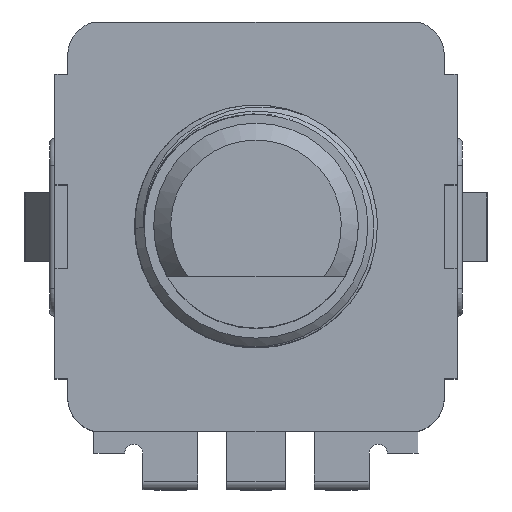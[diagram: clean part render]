
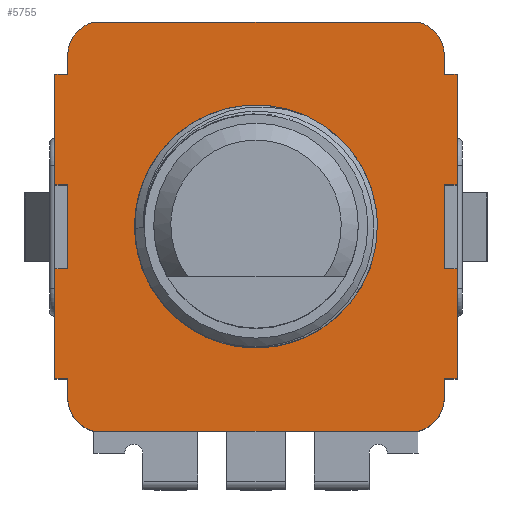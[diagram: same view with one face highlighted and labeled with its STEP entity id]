
A CAD part, top view. The second image highlights one B-rep face of the part: STEP entity #5755.
In plain terms, the highlighted planar face has unit normal (0, 0, 1).
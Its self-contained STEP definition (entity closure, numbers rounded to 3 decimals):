
#489=VERTEX_POINT('',#490);
#490=CARTESIAN_POINT('',(-5.519,1.221,0.0));
#503=VERTEX_POINT('',#504);
#504=CARTESIAN_POINT('',(-5.519,-1.229,0.0));
#510=EDGE_CURVE('',#503,#489,#511,.F.);
#511=LINE('',#512,#513);
#512=CARTESIAN_POINT('',(-5.519,-1.229,0.0));
#513=VECTOR('',#514,1.0);
#514=DIRECTION('',(0.0,-1.0,0.0));
#565=VERTEX_POINT('',#566);
#566=CARTESIAN_POINT('',(5.519,-1.229,0.0));
#581=VERTEX_POINT('',#582);
#582=CARTESIAN_POINT('',(5.519,1.221,0.0));
#588=EDGE_CURVE('',#581,#565,#589,.F.);
#589=LINE('',#590,#591);
#590=CARTESIAN_POINT('',(5.519,-5.005,0.0));
#591=VECTOR('',#592,1.0);
#592=DIRECTION('',(0.0,1.0,0.0));
#641=VERTEX_POINT('',#642);
#642=CARTESIAN_POINT('',(4.754,6.0,0.0));
#659=VERTEX_POINT('',#660);
#660=CARTESIAN_POINT('',(-4.754,6.0,0.0));
#666=EDGE_CURVE('',#659,#641,#667,.T.);
#667=LINE('',#668,#669);
#668=CARTESIAN_POINT('',(-4.754,6.0,0.0));
#669=VECTOR('',#670,1.0);
#670=DIRECTION('',(1.0,0.,0.0));
#681=VERTEX_POINT('',#682);
#682=CARTESIAN_POINT('',(-5.9,-4.464,0.0));
#699=VERTEX_POINT('',#700);
#700=CARTESIAN_POINT('',(-5.525,-4.464,0.0));
#706=EDGE_CURVE('',#699,#681,#707,.T.);
#707=LINE('',#708,#709);
#708=CARTESIAN_POINT('',(-5.9,-4.464,0.0));
#709=VECTOR('',#710,1.0);
#710=DIRECTION('',(-1.0,0.0,0.0));
#730=VERTEX_POINT('',#731);
#731=CARTESIAN_POINT('',(-5.525,-5.044,0.0));
#737=EDGE_CURVE('',#730,#699,#738,.T.);
#738=LINE('',#739,#740);
#739=CARTESIAN_POINT('',(-5.525,-4.464,0.0));
#740=VECTOR('',#741,1.0);
#741=DIRECTION('',(0.0,1.0,0.0));
#762=VERTEX_POINT('',#763);
#763=CARTESIAN_POINT('',(-4.754,-6.0,0.0));
#769=EDGE_CURVE('',#762,#730,#770,.T.);
#770=CIRCLE('',#771,1.027);
#771=AXIS2_PLACEMENT_3D('',#772,#773,#774);
#772=CARTESIAN_POINT('',(-4.499,-5.005,0.0));
#773=DIRECTION('',(0.0,0.0,-1.0));
#774=DIRECTION('',(1.0,0.0,0.0));
#785=VERTEX_POINT('',#786);
#786=CARTESIAN_POINT('',(5.525,-4.464,0.0));
#803=VERTEX_POINT('',#804);
#804=CARTESIAN_POINT('',(5.9,-4.464,0.0));
#810=EDGE_CURVE('',#803,#785,#811,.T.);
#811=LINE('',#812,#813);
#812=CARTESIAN_POINT('',(5.9,-4.464,0.0));
#813=VECTOR('',#814,1.0);
#814=DIRECTION('',(-1.0,0.0,0.0));
#834=VERTEX_POINT('',#835);
#835=CARTESIAN_POINT('',(4.754,-6.0,0.0));
#841=EDGE_CURVE('',#834,#762,#842,.T.);
#842=LINE('',#843,#844);
#843=CARTESIAN_POINT('',(4.754,-6.0,0.0));
#844=VECTOR('',#845,1.0);
#845=DIRECTION('',(-1.0,0.,0.0));
#856=VERTEX_POINT('',#857);
#857=CARTESIAN_POINT('',(5.525,-5.044,0.0));
#872=EDGE_CURVE('',#785,#856,#873,.T.);
#873=LINE('',#874,#875);
#874=CARTESIAN_POINT('',(5.525,-4.464,0.0));
#875=VECTOR('',#876,1.0);
#876=DIRECTION('',(0.0,-1.0,0.0));
#895=EDGE_CURVE('',#856,#834,#896,.T.);
#896=CIRCLE('',#897,1.027);
#897=AXIS2_PLACEMENT_3D('',#898,#899,#900);
#898=CARTESIAN_POINT('',(4.499,-5.005,0.0));
#899=DIRECTION('',(0.0,0.0,-1.0));
#900=DIRECTION('',(1.0,0.0,0.0));
#911=VERTEX_POINT('',#912);
#912=CARTESIAN_POINT('',(5.9,4.464,0.0));
#929=VERTEX_POINT('',#930);
#930=CARTESIAN_POINT('',(5.525,4.464,0.0));
#936=EDGE_CURVE('',#929,#911,#937,.T.);
#937=LINE('',#938,#939);
#938=CARTESIAN_POINT('',(5.9,4.464,0.0));
#939=VECTOR('',#940,1.0);
#940=DIRECTION('',(1.0,0.0,0.0));
#958=VERTEX_POINT('',#959);
#959=CARTESIAN_POINT('',(5.9,-1.229,0.0));
#965=EDGE_CURVE('',#958,#803,#966,.T.);
#966=LINE('',#967,#968);
#967=CARTESIAN_POINT('',(5.9,4.464,0.0));
#968=VECTOR('',#969,1.0);
#969=DIRECTION('',(0.0,-1.0,0.0));
#980=VERTEX_POINT('',#981);
#981=CARTESIAN_POINT('',(5.9,1.221,0.0));
#994=EDGE_CURVE('',#911,#980,#995,.T.);
#995=LINE('',#996,#997);
#996=CARTESIAN_POINT('',(5.9,4.464,0.0));
#997=VECTOR('',#998,1.0);
#998=DIRECTION('',(0.0,-1.0,0.0));
#1018=VERTEX_POINT('',#1019);
#1019=CARTESIAN_POINT('',(5.525,5.044,0.0));
#1025=EDGE_CURVE('',#1018,#929,#1026,.T.);
#1026=LINE('',#1027,#1028);
#1027=CARTESIAN_POINT('',(5.525,4.464,0.0));
#1028=VECTOR('',#1029,1.0);
#1029=DIRECTION('',(0.0,-1.0,0.0));
#1048=EDGE_CURVE('',#641,#1018,#1049,.T.);
#1049=CIRCLE('',#1050,1.027);
#1050=AXIS2_PLACEMENT_3D('',#1051,#1052,#1053);
#1051=CARTESIAN_POINT('',(4.499,5.005,0.0));
#1052=DIRECTION('',(0.0,0.0,-1.0));
#1053=DIRECTION('',(1.0,0.0,0.0));
#1074=VERTEX_POINT('',#1075);
#1075=CARTESIAN_POINT('',(-5.525,5.044,0.0));
#1081=EDGE_CURVE('',#1074,#659,#1082,.T.);
#1082=CIRCLE('',#1083,1.027);
#1083=AXIS2_PLACEMENT_3D('',#1084,#1085,#1086);
#1084=CARTESIAN_POINT('',(-4.499,5.005,0.0));
#1085=DIRECTION('',(0.0,0.0,-1.0));
#1086=DIRECTION('',(1.0,0.0,0.0));
#1106=VERTEX_POINT('',#1107);
#1107=CARTESIAN_POINT('',(-5.525,4.464,0.0));
#1113=EDGE_CURVE('',#1106,#1074,#1114,.T.);
#1114=LINE('',#1115,#1116);
#1115=CARTESIAN_POINT('',(-5.525,4.464,0.0));
#1116=VECTOR('',#1117,1.0);
#1117=DIRECTION('',(0.0,1.0,0.0));
#1128=VERTEX_POINT('',#1129);
#1129=CARTESIAN_POINT('',(-5.9,4.464,0.0));
#1144=VERTEX_POINT('',#1145);
#1145=CARTESIAN_POINT('',(-5.9,1.221,0.0));
#1151=EDGE_CURVE('',#1144,#1128,#1152,.T.);
#1152=LINE('',#1153,#1154);
#1153=CARTESIAN_POINT('',(-5.9,-4.464,0.0));
#1154=VECTOR('',#1155,1.0);
#1155=DIRECTION('',(0.0,1.0,0.0));
#1166=VERTEX_POINT('',#1167);
#1167=CARTESIAN_POINT('',(-5.9,-1.229,0.0));
#1180=EDGE_CURVE('',#681,#1166,#1181,.T.);
#1181=LINE('',#1182,#1183);
#1182=CARTESIAN_POINT('',(-5.9,-4.464,0.0));
#1183=VECTOR('',#1184,1.0);
#1184=DIRECTION('',(0.0,1.0,0.0));
#4849=EDGE_CURVE('',#1166,#503,#4850,.F.);
#4850=LINE('',#4851,#4852);
#4851=CARTESIAN_POINT('',(-5.519,-1.229,0.0));
#4852=VECTOR('',#4853,1.0);
#4853=DIRECTION('',(-1.0,0.0,0.0));
#4878=EDGE_CURVE('',#489,#1144,#4879,.T.);
#4879=LINE('',#4880,#4881);
#4880=CARTESIAN_POINT('',(-5.519,1.221,0.0));
#4881=VECTOR('',#4882,1.0);
#4882=DIRECTION('',(-1.0,0.0,0.0));
#4918=VERTEX_POINT('',#4919);
#4919=CARTESIAN_POINT('',(3.558,0.0,0.0));
#4924=EDGE_CURVE('',#4918,#4918,#4925,.T.);
#4925=CIRCLE('',#4926,3.558);
#4926=AXIS2_PLACEMENT_3D('',#4927,#4928,#4929);
#4927=CARTESIAN_POINT('',(0.0,0.0,0.0));
#4928=DIRECTION('',(0.0,0.0,1.0));
#4929=DIRECTION('',(1.0,0.0,0.0));
#5183=EDGE_CURVE('',#1128,#1106,#5184,.T.);
#5184=LINE('',#5185,#5186);
#5185=CARTESIAN_POINT('',(-5.9,4.464,0.0));
#5186=VECTOR('',#5187,1.0);
#5187=DIRECTION('',(1.0,0.0,0.0));
#5710=EDGE_CURVE('',#565,#958,#5711,.T.);
#5711=LINE('',#5712,#5713);
#5712=CARTESIAN_POINT('',(5.519,-1.229,0.0));
#5713=VECTOR('',#5714,1.0);
#5714=DIRECTION('',(1.0,0.0,0.0));
#5744=EDGE_CURVE('',#980,#581,#5745,.F.);
#5745=LINE('',#5746,#5747);
#5746=CARTESIAN_POINT('',(5.519,1.221,0.0));
#5747=VECTOR('',#5748,1.0);
#5748=DIRECTION('',(1.0,0.0,0.0));
#5755=ADVANCED_FACE('',(#5756,#5759),#5785,.F.);
#5756=FACE_BOUND('',#5757,.T.);
#5757=EDGE_LOOP('',(#5758));
#5758=ORIENTED_EDGE('',*,*,#4924,.F.);
#5759=FACE_BOUND('',#5760,.T.);
#5760=EDGE_LOOP('',(#5761,#5762,#5763,#5764,#5765,#5766,#5767,#5768,#5769,#5770,#5771,#5772,#5773,#5774,#5775,#5776,#5777,#5778,#5779,#5780,#5781,#5782,#5783,#5784));
#5761=ORIENTED_EDGE('',*,*,#5710,.F.);
#5762=ORIENTED_EDGE('',*,*,#588,.F.);
#5763=ORIENTED_EDGE('',*,*,#5744,.F.);
#5764=ORIENTED_EDGE('',*,*,#994,.F.);
#5765=ORIENTED_EDGE('',*,*,#936,.F.);
#5766=ORIENTED_EDGE('',*,*,#1025,.F.);
#5767=ORIENTED_EDGE('',*,*,#1048,.F.);
#5768=ORIENTED_EDGE('',*,*,#666,.F.);
#5769=ORIENTED_EDGE('',*,*,#1081,.F.);
#5770=ORIENTED_EDGE('',*,*,#1113,.F.);
#5771=ORIENTED_EDGE('',*,*,#5183,.F.);
#5772=ORIENTED_EDGE('',*,*,#1151,.F.);
#5773=ORIENTED_EDGE('',*,*,#4878,.F.);
#5774=ORIENTED_EDGE('',*,*,#510,.F.);
#5775=ORIENTED_EDGE('',*,*,#4849,.F.);
#5776=ORIENTED_EDGE('',*,*,#1180,.F.);
#5777=ORIENTED_EDGE('',*,*,#706,.F.);
#5778=ORIENTED_EDGE('',*,*,#737,.F.);
#5779=ORIENTED_EDGE('',*,*,#769,.F.);
#5780=ORIENTED_EDGE('',*,*,#841,.F.);
#5781=ORIENTED_EDGE('',*,*,#895,.F.);
#5782=ORIENTED_EDGE('',*,*,#872,.F.);
#5783=ORIENTED_EDGE('',*,*,#810,.F.);
#5784=ORIENTED_EDGE('',*,*,#965,.F.);
#5785=PLANE('',#5786);
#5786=AXIS2_PLACEMENT_3D('',#5787,#5788,#5789);
#5787=CARTESIAN_POINT('',(4.499,-5.005,0.0));
#5788=DIRECTION('',(0.0,0.0,-1.0));
#5789=DIRECTION('',(-1.0,0.0,0.0));
